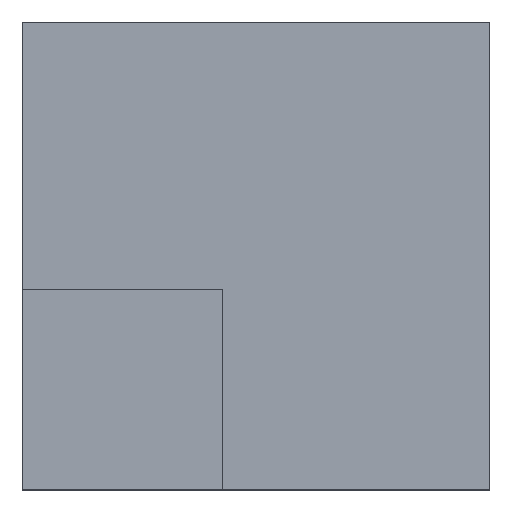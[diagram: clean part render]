
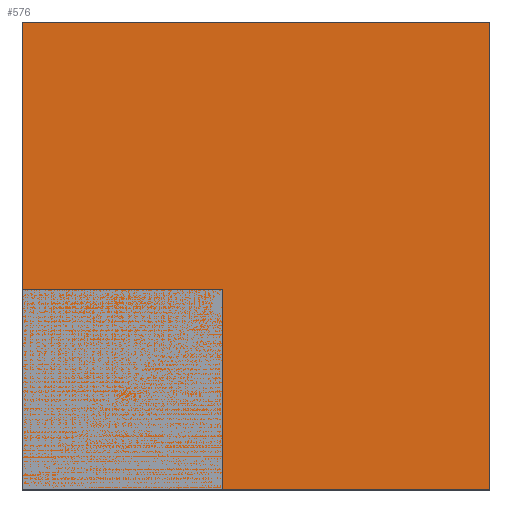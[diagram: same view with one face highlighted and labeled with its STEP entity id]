
A CAD part, top view. The second image highlights one B-rep face of the part: STEP entity #576.
In plain terms, the highlighted planar face has unit normal (0, 0, 1).
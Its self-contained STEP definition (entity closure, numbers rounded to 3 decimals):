
#447 = VERTEX_POINT('',#448);
#448 = CARTESIAN_POINT('',(0.,0.,4.));
#463 = VERTEX_POINT('',#464);
#464 = CARTESIAN_POINT('',(0.,28.,4.));
#470 = EDGE_CURVE('',#447,#463,#471,.T.);
#471 = LINE('',#472,#473);
#472 = CARTESIAN_POINT('',(0.,0.,4.));
#473 = VECTOR('',#474,1.);
#474 = DIRECTION('',(0.,1.,0.));
#487 = VERTEX_POINT('',#488);
#488 = CARTESIAN_POINT('',(28.,0.,4.));
#503 = VERTEX_POINT('',#504);
#504 = CARTESIAN_POINT('',(28.,28.,4.));
#510 = EDGE_CURVE('',#487,#503,#511,.T.);
#511 = LINE('',#512,#513);
#512 = CARTESIAN_POINT('',(28.,0.,4.));
#513 = VECTOR('',#514,1.);
#514 = DIRECTION('',(0.,1.,0.));
#531 = EDGE_CURVE('',#447,#487,#532,.T.);
#532 = LINE('',#533,#534);
#533 = CARTESIAN_POINT('',(0.,0.,4.));
#534 = VECTOR('',#535,1.);
#535 = DIRECTION('',(1.,0.,0.));
#553 = EDGE_CURVE('',#463,#503,#554,.T.);
#554 = LINE('',#555,#556);
#555 = CARTESIAN_POINT('',(0.,28.,4.));
#556 = VECTOR('',#557,1.);
#557 = DIRECTION('',(1.,0.,0.));
#576 = ADVANCED_FACE('',(#577),#583,.T.);
#577 = FACE_BOUND('',#578,.T.);
#578 = EDGE_LOOP('',(#579,#580,#581,#582));
#579 = ORIENTED_EDGE('',*,*,#470,.F.);
#580 = ORIENTED_EDGE('',*,*,#531,.T.);
#581 = ORIENTED_EDGE('',*,*,#510,.T.);
#582 = ORIENTED_EDGE('',*,*,#553,.F.);
#583 = PLANE('',#584);
#584 = AXIS2_PLACEMENT_3D('',#585,#586,#587);
#585 = CARTESIAN_POINT('',(0.,0.,4.));
#586 = DIRECTION('',(0.,0.,1.));
#587 = DIRECTION('',(1.,0.,-0.));
